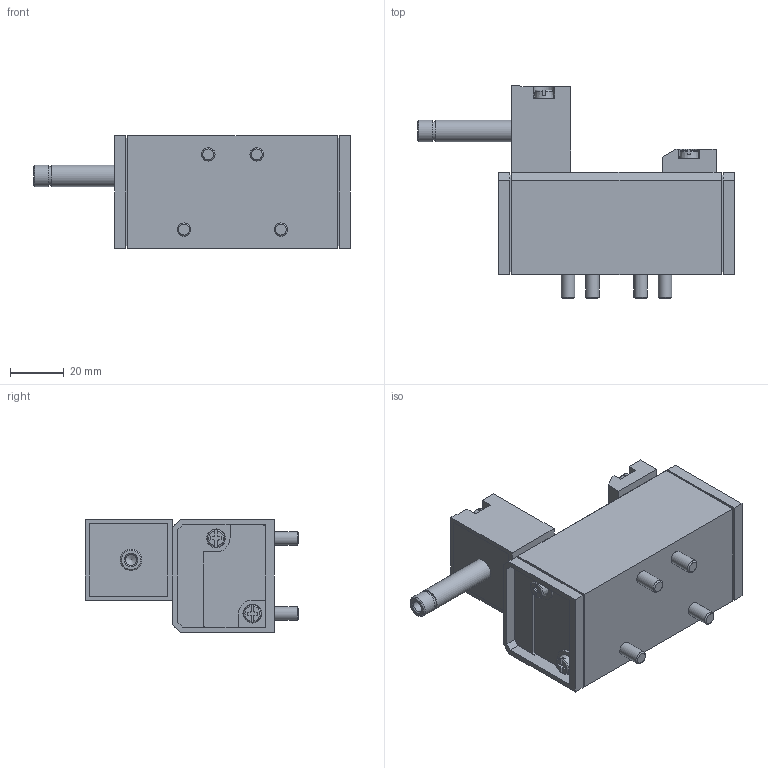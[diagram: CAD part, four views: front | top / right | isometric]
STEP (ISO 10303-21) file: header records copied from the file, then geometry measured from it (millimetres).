
FILE_DESCRIPTION(/* description */ ('STEP AP214'),/* implementation_level */ '2;1');
FILE_NAME(/* name */ '159688_MN1H-5_2-D-1-C',/* time_stamp */ '2024-09-06T18:23:52+02:00',/* author */ ('License CC BY-ND 4.0'),/* organization */ ('CADENAS'),/* preprocessor_version */ 'ST-DEVELOPER v19.3',/* originating_system */ 'PARTsolutions',/* authorisation */ ' ');
FILE_SCHEMA (('AUTOMOTIVE_DESIGN {1 0 10303 214 3 1 1}'));
Length unit declared in the file: millimetre
Products named in the file (1): 159688 MN1H-5/2-D-1-C
Bounding box: 117.7 x 79.3 x 42 mm (x, y, z)
Volume: 154853.1 mm3; surface area: 26013.7 mm2
Topology: 1 solids, 1 shells, 354 faces, 952 edges, 632 vertices
Faces by surface type: plane 246, cylinder 77, torus 16, cone 15
Full cylindrical faces by diameter (mm): 4 x1, 4.134 x1, 5 x8, 7 x1, 8 x2
Entity records: 13393 total; most frequent: CARTESIAN_POINT 2106, ORIENTED_EDGE 1826, DIRECTION 1767, EDGE_CURVE 913, LINE 633, VECTOR 633, VERTEX_POINT 622, AXIS2_PLACEMENT_3D 567
